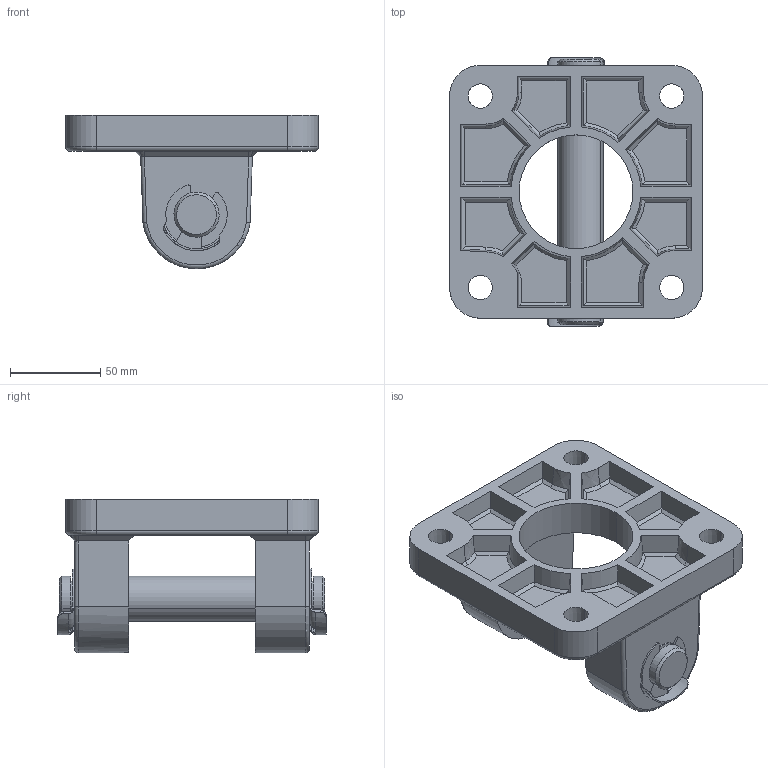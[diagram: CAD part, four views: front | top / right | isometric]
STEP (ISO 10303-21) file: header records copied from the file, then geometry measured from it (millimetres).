
FILE_DESCRIPTION (( 'STEP AP214' ), '1' );
FILE_NAME ('PNS 125 EB-SF.STEP', '2010-08-10T12:32:59', ( '' ), ( '' ), 'SwSTEP 2.0', 'SolidWorks 2010', '' );
FILE_SCHEMA (( 'AUTOMOTIVE_DESIGN' ));
Length unit declared in the file: millimetre
Products named in the file (4): PNS   125  EB ; 125  EB  P軲輄Varsay齦an; 125  KLÝPS; PNS  125  EB-SF
Assembly tree (4 placements, depth 2):
  PNS  125  EB-SF
    PNS   125  EB 
    125  KLÝPS  x2
    125  EB  P軲輄Varsay齦an
Bounding box: 140 x 148.5 x 85 mm (x, y, z)
Volume: 479729.6 mm3; surface area: 97595.7 mm2
Topology: 4 solids, 4 shells, 261 faces, 637 edges, 396 vertices
Faces by surface type: plane 124, cylinder 71, cone 43, torus 15, bspline 8
Entity records: 7233 total; most frequent: CARTESIAN_POINT 1911, ORIENTED_EDGE 1082, DIRECTION 1059, EDGE_CURVE 541, AXIS2_PLACEMENT_3D 394, VERTEX_POINT 334, LINE 271, VECTOR 271
